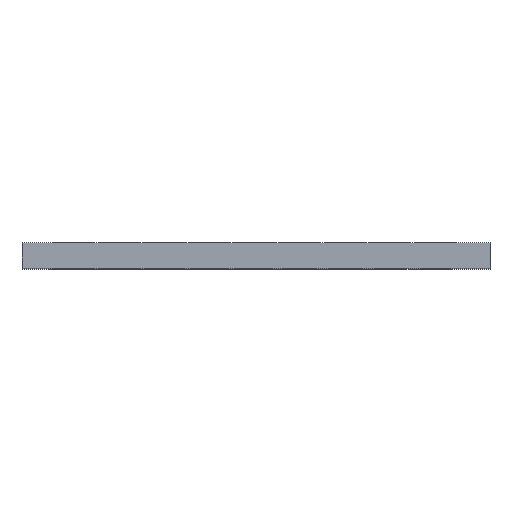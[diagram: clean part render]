
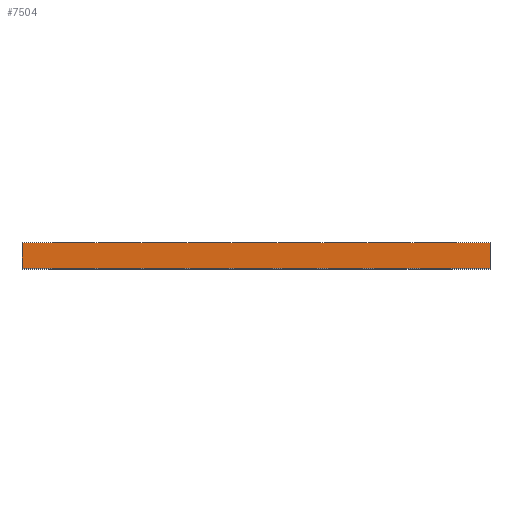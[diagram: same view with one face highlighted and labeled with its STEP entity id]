
A CAD part, top view. The second image highlights one B-rep face of the part: STEP entity #7504.
In plain terms, the highlighted planar face has unit normal (0, 0, 1).
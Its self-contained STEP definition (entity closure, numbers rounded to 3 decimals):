
#504=FACE_OUTER_BOUND('',#955,.T.);
#955=EDGE_LOOP('',(#6808,#6809,#6810,#6811));
#1034=LINE('',#9809,#2052);
#1381=LINE('',#10493,#2399);
#1750=LINE('',#11275,#2768);
#1978=LINE('',#11746,#2996);
#2052=VECTOR('',#7998,10.);
#2399=VECTOR('',#8377,10.);
#2768=VECTOR('',#8942,10.);
#2996=VECTOR('',#9656,10.);
#3054=VERTEX_POINT('',#9802);
#3057=VERTEX_POINT('',#9807);
#3375=VERTEX_POINT('',#10486);
#3378=VERTEX_POINT('',#10491);
#3767=EDGE_CURVE('',#3054,#3057,#1034,.T.);
#4114=EDGE_CURVE('',#3378,#3375,#1381,.T.);
#4507=EDGE_CURVE('',#3375,#3057,#1750,.T.);
#4735=EDGE_CURVE('',#3378,#3054,#1978,.T.);
#6808=ORIENTED_EDGE('',*,*,#4114,.F.);
#6809=ORIENTED_EDGE('',*,*,#4735,.T.);
#6810=ORIENTED_EDGE('',*,*,#3767,.T.);
#6811=ORIENTED_EDGE('',*,*,#4507,.F.);
#7155=PLANE('',#7891);
#7504=ADVANCED_FACE('',(#504),#7155,.T.);
#7891=AXIS2_PLACEMENT_3D('',#11745,#9654,#9655);
#7998=DIRECTION('',(1.,0.,0.));
#8377=DIRECTION('',(1.,0.,0.));
#8942=DIRECTION('',(0.,-1.,0.));
#9654=DIRECTION('center_axis',(0.,0.,1.));
#9655=DIRECTION('ref_axis',(-1.,0.,0.));
#9656=DIRECTION('',(0.,-1.,0.));
#9802=CARTESIAN_POINT('',(5.342,575.,173.783));
#9807=CARTESIAN_POINT('',(96.842,575.,173.783));
#9809=CARTESIAN_POINT('',(95.342,575.,173.783));
#10486=CARTESIAN_POINT('',(96.842,580.,173.783));
#10491=CARTESIAN_POINT('',(5.342,580.,173.783));
#10493=CARTESIAN_POINT('',(95.342,580.,173.783));
#11275=CARTESIAN_POINT('',(96.842,580.,173.783));
#11745=CARTESIAN_POINT('Origin',(95.342,580.,173.783));
#11746=CARTESIAN_POINT('',(5.342,580.,173.783));
